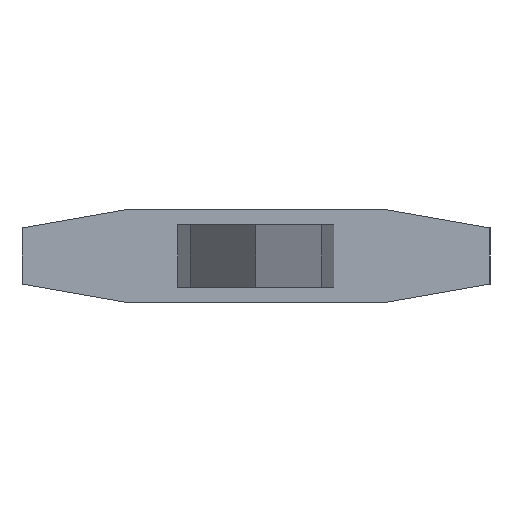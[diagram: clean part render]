
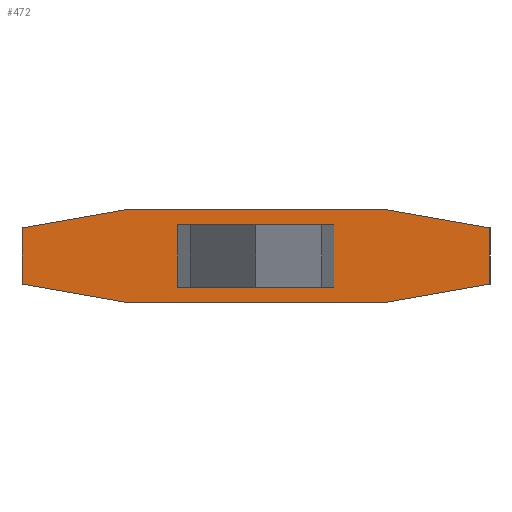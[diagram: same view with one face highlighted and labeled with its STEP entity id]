
A CAD part, front view. The second image highlights one B-rep face of the part: STEP entity #472.
In plain terms, the highlighted planar face has unit normal (0, -1, 0).
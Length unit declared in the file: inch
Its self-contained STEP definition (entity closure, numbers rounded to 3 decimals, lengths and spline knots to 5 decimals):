
#24=FACE_BOUND('',#65,.T.);
#38=FACE_OUTER_BOUND('',#64,.T.);
#64=EDGE_LOOP('',(#368,#369,#370,#371,#372,#373,#374,#375));
#65=EDGE_LOOP('',(#376,#377,#378,#379));
#77=LINE('',#650,#140);
#81=LINE('',#658,#144);
#84=LINE('',#664,#147);
#87=LINE('',#669,#150);
#89=LINE('',#674,#152);
#93=LINE('',#682,#156);
#96=LINE('',#688,#159);
#99=LINE('',#694,#162);
#102=LINE('',#700,#165);
#105=LINE('',#706,#168);
#108=LINE('',#712,#171);
#111=LINE('',#717,#174);
#140=VECTOR('',#532,0.3937);
#144=VECTOR('',#538,0.3937);
#147=VECTOR('',#543,0.3937);
#150=VECTOR('',#548,0.3937);
#152=VECTOR('',#552,0.3937);
#156=VECTOR('',#558,0.3937);
#159=VECTOR('',#563,0.3937);
#162=VECTOR('',#568,0.3937);
#165=VECTOR('',#573,0.3937);
#168=VECTOR('',#578,0.3937);
#171=VECTOR('',#583,0.3937);
#174=VECTOR('',#588,0.3937);
#203=VERTEX_POINT('',#648);
#204=VERTEX_POINT('',#649);
#207=VERTEX_POINT('',#657);
#209=VERTEX_POINT('',#663);
#211=VERTEX_POINT('',#672);
#212=VERTEX_POINT('',#673);
#215=VERTEX_POINT('',#681);
#217=VERTEX_POINT('',#687);
#219=VERTEX_POINT('',#693);
#221=VERTEX_POINT('',#699);
#223=VERTEX_POINT('',#705);
#225=VERTEX_POINT('',#711);
#245=EDGE_CURVE('',#203,#204,#77,.T.);
#249=EDGE_CURVE('',#207,#203,#81,.T.);
#252=EDGE_CURVE('',#209,#207,#84,.T.);
#255=EDGE_CURVE('',#204,#209,#87,.T.);
#257=EDGE_CURVE('',#211,#212,#89,.T.);
#261=EDGE_CURVE('',#212,#215,#93,.T.);
#264=EDGE_CURVE('',#215,#217,#96,.T.);
#267=EDGE_CURVE('',#219,#217,#99,.T.);
#270=EDGE_CURVE('',#219,#221,#102,.T.);
#273=EDGE_CURVE('',#221,#223,#105,.T.);
#276=EDGE_CURVE('',#223,#225,#108,.T.);
#279=EDGE_CURVE('',#211,#225,#111,.T.);
#368=ORIENTED_EDGE('',*,*,#279,.F.);
#369=ORIENTED_EDGE('',*,*,#257,.T.);
#370=ORIENTED_EDGE('',*,*,#261,.T.);
#371=ORIENTED_EDGE('',*,*,#264,.T.);
#372=ORIENTED_EDGE('',*,*,#267,.F.);
#373=ORIENTED_EDGE('',*,*,#270,.T.);
#374=ORIENTED_EDGE('',*,*,#273,.T.);
#375=ORIENTED_EDGE('',*,*,#276,.T.);
#376=ORIENTED_EDGE('',*,*,#255,.F.);
#377=ORIENTED_EDGE('',*,*,#245,.F.);
#378=ORIENTED_EDGE('',*,*,#249,.F.);
#379=ORIENTED_EDGE('',*,*,#252,.F.);
#447=PLANE('',#513);
#472=ADVANCED_FACE('',(#38,#24),#447,.F.);
#513=AXIS2_PLACEMENT_3D('',#720,#592,#593);
#532=DIRECTION('',(0.,0.,-1.));
#538=DIRECTION('',(-1.,0.,0.));
#543=DIRECTION('',(0.,0.,1.));
#548=DIRECTION('',(1.,0.,0.));
#552=DIRECTION('',(0.,0.,1.));
#558=DIRECTION('',(-0.985,0.,0.174));
#563=DIRECTION('',(-1.,0.,0.));
#568=DIRECTION('',(0.985,0.,0.174));
#573=DIRECTION('',(0.,0.,-1.));
#578=DIRECTION('',(0.985,0.,-0.174));
#583=DIRECTION('',(1.,0.,0.));
#588=DIRECTION('',(-0.985,0.,-0.174));
#592=DIRECTION('center_axis',(0.,1.,0.));
#593=DIRECTION('ref_axis',(-1.,0.,0.));
#648=CARTESIAN_POINT('',(-0.0625,4.,0.05));
#649=CARTESIAN_POINT('',(-0.0625,4.,-0.05));
#650=CARTESIAN_POINT('',(-0.0625,4.,-0.05));
#657=CARTESIAN_POINT('',(0.0625,4.,0.05));
#658=CARTESIAN_POINT('',(-0.0625,4.,0.05));
#663=CARTESIAN_POINT('',(0.0625,4.,-0.05));
#664=CARTESIAN_POINT('',(0.0625,4.,0.05));
#669=CARTESIAN_POINT('',(0.0625,4.,-0.05));
#672=CARTESIAN_POINT('',(0.375,4.,-0.045));
#673=CARTESIAN_POINT('',(0.375,4.,0.045));
#674=CARTESIAN_POINT('',(0.375,4.,-0.075));
#681=CARTESIAN_POINT('',(0.205,4.,0.075));
#682=CARTESIAN_POINT('',(0.375,4.,0.045));
#687=CARTESIAN_POINT('',(-0.205,4.,0.075));
#688=CARTESIAN_POINT('',(0.375,4.,0.075));
#693=CARTESIAN_POINT('',(-0.375,4.,0.045));
#694=CARTESIAN_POINT('',(-0.375,4.,0.045));
#699=CARTESIAN_POINT('',(-0.375,4.,-0.045));
#700=CARTESIAN_POINT('',(-0.375,4.,0.075));
#705=CARTESIAN_POINT('',(-0.205,4.,-0.075));
#706=CARTESIAN_POINT('',(-0.375,4.,-0.045));
#711=CARTESIAN_POINT('',(0.205,4.,-0.075));
#712=CARTESIAN_POINT('',(-0.375,4.,-0.075));
#717=CARTESIAN_POINT('',(0.375,4.,-0.045));
#720=CARTESIAN_POINT('Origin',(0.,4.,0.));
